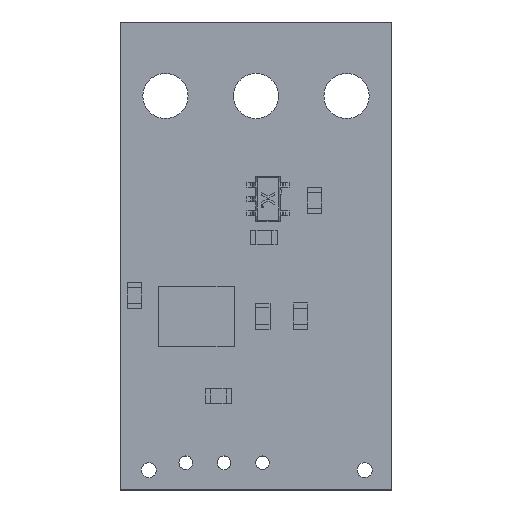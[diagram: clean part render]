
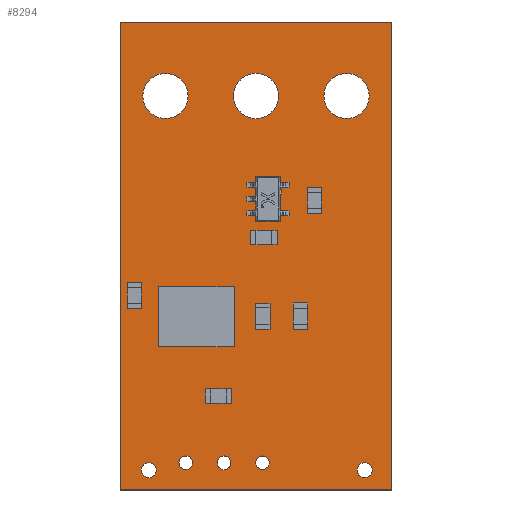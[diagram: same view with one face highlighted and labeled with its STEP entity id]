
A CAD part, top view. The second image highlights one B-rep face of the part: STEP entity #8294.
In plain terms, the highlighted planar face has unit normal (0, 0, 1).
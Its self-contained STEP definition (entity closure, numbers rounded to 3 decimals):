
#7877 = VERTEX_POINT('',#7878);
#7878 = CARTESIAN_POINT('',(20.,19.,0.));
#7884 = EDGE_CURVE('',#7877,#7885,#7887,.T.);
#7885 = VERTEX_POINT('',#7886);
#7886 = CARTESIAN_POINT('',(38.,19.,0.));
#7887 = LINE('',#7888,#7889);
#7888 = CARTESIAN_POINT('',(20.,19.,0.));
#7889 = VECTOR('',#7890,1.);
#7890 = DIRECTION('',(1.,0.,0.));
#7915 = EDGE_CURVE('',#7885,#7916,#7918,.T.);
#7916 = VERTEX_POINT('',#7917);
#7917 = CARTESIAN_POINT('',(38.,50.,0.));
#7918 = LINE('',#7919,#7920);
#7919 = CARTESIAN_POINT('',(38.,19.,0.));
#7920 = VECTOR('',#7921,1.);
#7921 = DIRECTION('',(0.,1.,0.));
#7946 = EDGE_CURVE('',#7916,#7947,#7949,.T.);
#7947 = VERTEX_POINT('',#7948);
#7948 = CARTESIAN_POINT('',(20.,50.,0.));
#7949 = LINE('',#7950,#7951);
#7950 = CARTESIAN_POINT('',(38.,50.,0.));
#7951 = VECTOR('',#7952,1.);
#7952 = DIRECTION('',(-1.,0.,0.));
#7977 = EDGE_CURVE('',#7947,#7877,#7978,.T.);
#7978 = LINE('',#7979,#7980);
#7979 = CARTESIAN_POINT('',(20.,50.,0.));
#7980 = VECTOR('',#7981,1.);
#7981 = DIRECTION('',(0.,-1.,0.));
#8001 = VERTEX_POINT('',#8002);
#8002 = CARTESIAN_POINT('',(22.4,20.31,0.));
#8008 = EDGE_CURVE('',#8001,#8001,#8009,.T.);
#8009 = CIRCLE('',#8010,0.5);
#8010 = AXIS2_PLACEMENT_3D('',#8011,#8012,#8013);
#8011 = CARTESIAN_POINT('',(21.9,20.31,0.));
#8012 = DIRECTION('',(0.,0.,1.));
#8013 = DIRECTION('',(1.,0.,0.));
#8034 = VERTEX_POINT('',#8035);
#8035 = CARTESIAN_POINT('',(24.795,20.8,0.));
#8041 = EDGE_CURVE('',#8034,#8034,#8042,.T.);
#8042 = CIRCLE('',#8043,0.45);
#8043 = AXIS2_PLACEMENT_3D('',#8044,#8045,#8046);
#8044 = CARTESIAN_POINT('',(24.345,20.8,0.));
#8045 = DIRECTION('',(0.,0.,1.));
#8046 = DIRECTION('',(1.,0.,0.));
#8067 = VERTEX_POINT('',#8068);
#8068 = CARTESIAN_POINT('',(24.5,45.1,0.));
#8074 = EDGE_CURVE('',#8067,#8067,#8075,.T.);
#8075 = CIRCLE('',#8076,1.5);
#8076 = AXIS2_PLACEMENT_3D('',#8077,#8078,#8079);
#8077 = CARTESIAN_POINT('',(23.,45.1,0.));
#8078 = DIRECTION('',(0.,0.,1.));
#8079 = DIRECTION('',(1.,0.,0.));
#8100 = VERTEX_POINT('',#8101);
#8101 = CARTESIAN_POINT('',(27.335,20.8,0.));
#8107 = EDGE_CURVE('',#8100,#8100,#8108,.T.);
#8108 = CIRCLE('',#8109,0.45);
#8109 = AXIS2_PLACEMENT_3D('',#8110,#8111,#8112);
#8110 = CARTESIAN_POINT('',(26.885,20.8,0.));
#8111 = DIRECTION('',(0.,0.,1.));
#8112 = DIRECTION('',(1.,0.,0.));
#8133 = VERTEX_POINT('',#8134);
#8134 = CARTESIAN_POINT('',(29.875,20.8,0.));
#8140 = EDGE_CURVE('',#8133,#8133,#8141,.T.);
#8141 = CIRCLE('',#8142,0.45);
#8142 = AXIS2_PLACEMENT_3D('',#8143,#8144,#8145);
#8143 = CARTESIAN_POINT('',(29.425,20.8,0.));
#8144 = DIRECTION('',(0.,0.,1.));
#8145 = DIRECTION('',(1.,0.,0.));
#8166 = VERTEX_POINT('',#8167);
#8167 = CARTESIAN_POINT('',(36.7,20.31,0.));
#8173 = EDGE_CURVE('',#8166,#8166,#8174,.T.);
#8174 = CIRCLE('',#8175,0.5);
#8175 = AXIS2_PLACEMENT_3D('',#8176,#8177,#8178);
#8176 = CARTESIAN_POINT('',(36.2,20.31,0.));
#8177 = DIRECTION('',(0.,0.,1.));
#8178 = DIRECTION('',(1.,0.,0.));
#8199 = VERTEX_POINT('',#8200);
#8200 = CARTESIAN_POINT('',(30.5,45.1,0.));
#8206 = EDGE_CURVE('',#8199,#8199,#8207,.T.);
#8207 = CIRCLE('',#8208,1.5);
#8208 = AXIS2_PLACEMENT_3D('',#8209,#8210,#8211);
#8209 = CARTESIAN_POINT('',(29.,45.1,0.));
#8210 = DIRECTION('',(0.,0.,1.));
#8211 = DIRECTION('',(1.,0.,0.));
#8232 = VERTEX_POINT('',#8233);
#8233 = CARTESIAN_POINT('',(36.5,45.1,0.));
#8239 = EDGE_CURVE('',#8232,#8232,#8240,.T.);
#8240 = CIRCLE('',#8241,1.5);
#8241 = AXIS2_PLACEMENT_3D('',#8242,#8243,#8244);
#8242 = CARTESIAN_POINT('',(35.,45.1,0.));
#8243 = DIRECTION('',(0.,0.,1.));
#8244 = DIRECTION('',(1.,0.,0.));
#8294 = ADVANCED_FACE('',(#8295,#8301,#8304,#8307,#8310,#8313,#8316,
    #8319,#8322),#8325,.F.);
#8295 = FACE_BOUND('',#8296,.T.);
#8296 = EDGE_LOOP('',(#8297,#8298,#8299,#8300));
#8297 = ORIENTED_EDGE('',*,*,#7884,.T.);
#8298 = ORIENTED_EDGE('',*,*,#7915,.T.);
#8299 = ORIENTED_EDGE('',*,*,#7946,.T.);
#8300 = ORIENTED_EDGE('',*,*,#7977,.T.);
#8301 = FACE_BOUND('',#8302,.F.);
#8302 = EDGE_LOOP('',(#8303));
#8303 = ORIENTED_EDGE('',*,*,#8008,.T.);
#8304 = FACE_BOUND('',#8305,.F.);
#8305 = EDGE_LOOP('',(#8306));
#8306 = ORIENTED_EDGE('',*,*,#8041,.T.);
#8307 = FACE_BOUND('',#8308,.F.);
#8308 = EDGE_LOOP('',(#8309));
#8309 = ORIENTED_EDGE('',*,*,#8074,.T.);
#8310 = FACE_BOUND('',#8311,.F.);
#8311 = EDGE_LOOP('',(#8312));
#8312 = ORIENTED_EDGE('',*,*,#8107,.T.);
#8313 = FACE_BOUND('',#8314,.F.);
#8314 = EDGE_LOOP('',(#8315));
#8315 = ORIENTED_EDGE('',*,*,#8140,.T.);
#8316 = FACE_BOUND('',#8317,.F.);
#8317 = EDGE_LOOP('',(#8318));
#8318 = ORIENTED_EDGE('',*,*,#8173,.T.);
#8319 = FACE_BOUND('',#8320,.F.);
#8320 = EDGE_LOOP('',(#8321));
#8321 = ORIENTED_EDGE('',*,*,#8206,.T.);
#8322 = FACE_BOUND('',#8323,.F.);
#8323 = EDGE_LOOP('',(#8324));
#8324 = ORIENTED_EDGE('',*,*,#8239,.T.);
#8325 = PLANE('',#8326);
#8326 = AXIS2_PLACEMENT_3D('',#8327,#8328,#8329);
#8327 = CARTESIAN_POINT('',(20.,19.,0.));
#8328 = DIRECTION('',(0.,0.,-1.));
#8329 = DIRECTION('',(-1.,0.,0.));
